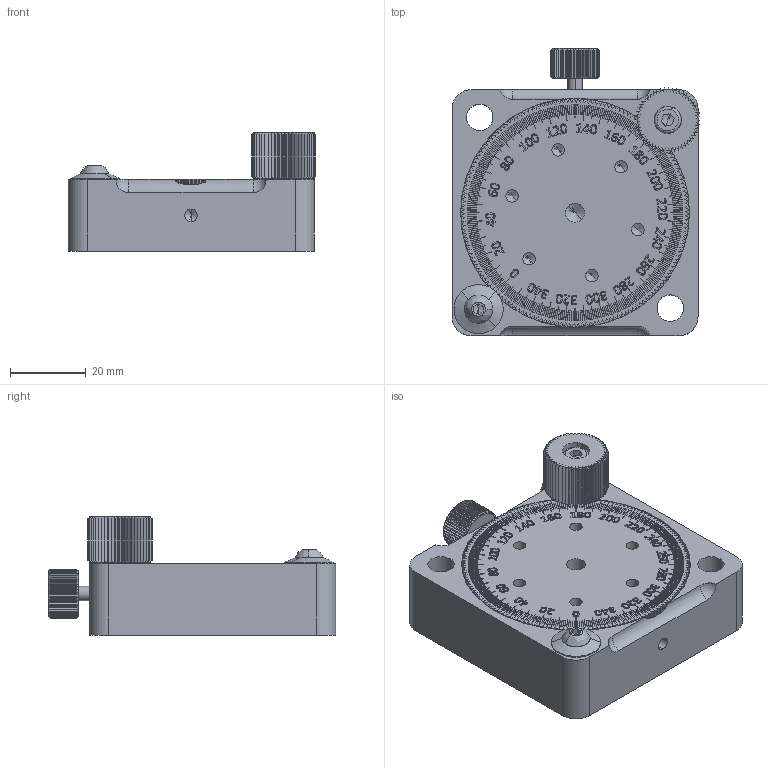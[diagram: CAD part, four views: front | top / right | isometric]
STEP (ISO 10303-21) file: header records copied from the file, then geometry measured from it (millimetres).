
FILE_DESCRIPTION (( 'STEP AP203' ), '1' );
FILE_NAME ('06RSX-1M.STEP', '2021-02-24T09:34:57', ( '' ), ( '' ), 'SwSTEP 2.0', 'SolidWorks 2020', '' );
FILE_SCHEMA (( 'CONFIG_CONTROL_DESIGN' ));
Products named in the file (1): 06RSX-1M
Bounding box: 65.5 x 76 x 31.3 mm (x, y, z)
Volume: 72261.9 mm3; surface area: 32578 mm2
Topology: 11 solids, 11 shells, 3710 faces, 9679 edges, 6427 vertices
Faces by surface type: plane 2247, cylinder 718, bspline 478, cone 257, sphere 10
Entity records: 139402 total; most frequent: CARTESIAN_POINT 50564, ORIENTED_EDGE 19300, DIRECTION 16426, EDGE_CURVE 9650, VECTOR 6552, LINE 6552, VERTEX_POINT 6424, AXIS2_PLACEMENT_3D 4937
